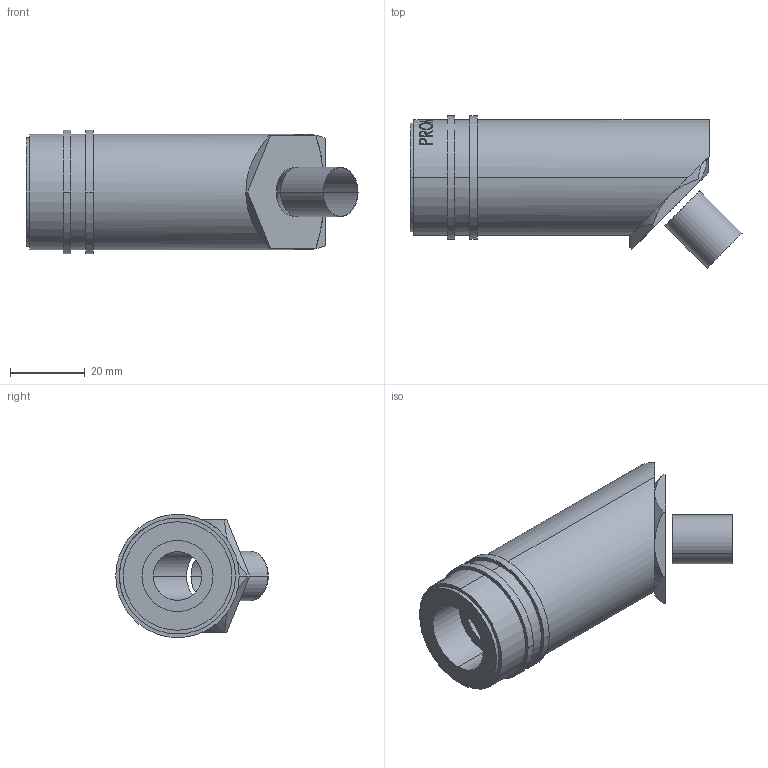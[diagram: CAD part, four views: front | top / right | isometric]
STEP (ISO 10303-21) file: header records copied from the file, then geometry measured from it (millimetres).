
FILE_DESCRIPTION (( 'STEP AP203' ), '1' );
FILE_NAME ('8fae.STEP', '2022-07-27T14:23:03', ( '' ), ( '' ), 'SwSTEP 2.0', 'SolidWorks 2019', '' );
FILE_SCHEMA (( 'CONFIG_CONTROL_DESIGN' ));
Length unit declared in the file: millimetre
Products named in the file (1): 8fae
Bounding box: 88.75 x 40.75 x 33 mm (x, y, z)
Volume: 46400.1 mm3; surface area: 14664.8 mm2
Topology: 4 solids, 4 shells, 137 faces, 339 edges, 219 vertices
Faces by surface type: plane 50, bspline 42, cylinder 31, cone 14
Entity records: 8926 total; most frequent: CARTESIAN_POINT 5955, ORIENTED_EDGE 678, DIRECTION 462, EDGE_CURVE 339, VERTEX_POINT 219, AXIS2_PLACEMENT_3D 189, B_SPLINE_CURVE_WITH_KNOTS 154, EDGE_LOOP 154
